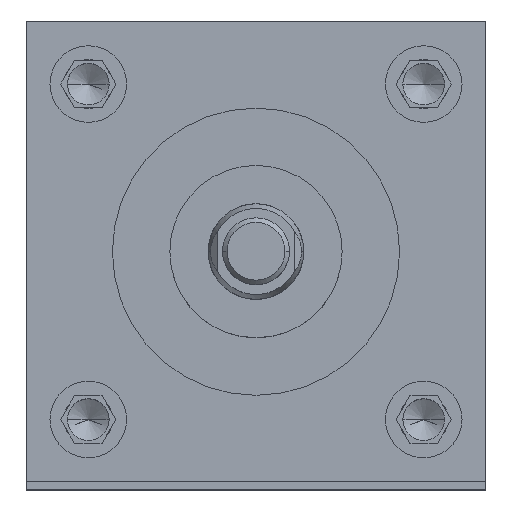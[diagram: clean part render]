
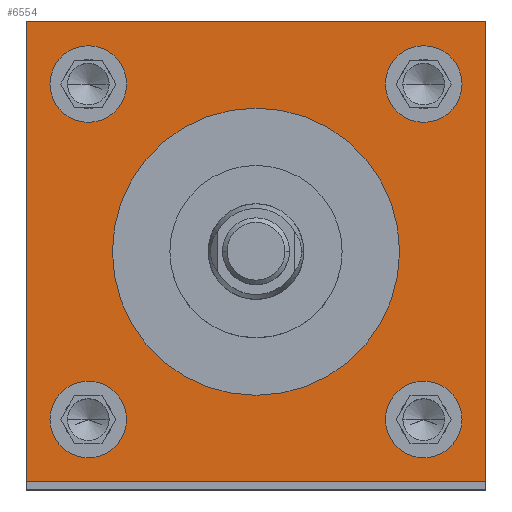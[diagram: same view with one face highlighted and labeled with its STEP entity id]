
A CAD part, top view. The second image highlights one B-rep face of the part: STEP entity #6554.
In plain terms, the highlighted planar face has unit normal (0, 0, 1).
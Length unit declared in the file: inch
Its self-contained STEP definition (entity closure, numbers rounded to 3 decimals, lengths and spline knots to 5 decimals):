
#36 = DIRECTION ( 'NONE',  ( 1., 0., 0. ) ) ;
#58 = DIRECTION ( 'NONE',  ( 1., 0., 0. ) ) ;
#59 = CARTESIAN_POINT ( 'NONE',  ( 0.845, 1.095, 31.75 ) ) ;
#130 = CARTESIAN_POINT ( 'NONE',  ( -1.5, 1.5, 31.75 ) ) ;
#146 = EDGE_LOOP ( 'NONE', ( #3102, #5929 ) ) ;
#207 = AXIS2_PLACEMENT_3D ( 'NONE', #6545, #2693, #6472 ) ;
#326 = DIRECTION ( 'NONE',  ( 1., 0., 0. ) ) ;
#370 = VERTEX_POINT ( 'NONE', #2616 ) ;
#582 = EDGE_LOOP ( 'NONE', ( #3729, #6519 ) ) ;
#601 = AXIS2_PLACEMENT_3D ( 'NONE', #3814, #4279, #989 ) ;
#607 = CARTESIAN_POINT ( 'NONE',  ( -1.095, 1.095, 31.75 ) ) ;
#639 = CARTESIAN_POINT ( 'NONE',  ( 1.5, -1.5, 31.75 ) ) ;
#663 = EDGE_CURVE ( 'NONE', #1970, #853, #5019, .T. ) ;
#690 = CARTESIAN_POINT ( 'NONE',  ( 1.095, 1.095, 31.75 ) ) ;
#710 = VERTEX_POINT ( 'NONE', #3444 ) ;
#711 = CARTESIAN_POINT ( 'NONE',  ( -0.845, -1.095, 31.75 ) ) ;
#732 = PLANE ( 'NONE',  #6465 ) ;
#853 = VERTEX_POINT ( 'NONE', #5163 ) ;
#865 = CARTESIAN_POINT ( 'NONE',  ( 0.845, -1.095, 31.75 ) ) ;
#950 = EDGE_CURVE ( 'NONE', #2595, #2492, #2796, .T. ) ;
#989 = DIRECTION ( 'NONE',  ( 1., 0., 0. ) ) ;
#991 = CIRCLE ( 'NONE', #4346, 0.25 ) ;
#1045 = CARTESIAN_POINT ( 'NONE',  ( -0.9375, 0., 31.75 ) ) ;
#1096 = AXIS2_PLACEMENT_3D ( 'NONE', #1810, #6601, #58 ) ;
#1126 = DIRECTION ( 'NONE',  ( 1., 0., 0. ) ) ;
#1197 = DIRECTION ( 'NONE',  ( 1., 0., 0. ) ) ;
#1293 = FACE_BOUND ( 'NONE', #582, .T. ) ;
#1386 = DIRECTION ( 'NONE',  ( 0., -1., 0. ) ) ;
#1409 = VECTOR ( 'NONE', #2680, 39.37008 ) ;
#1550 = CIRCLE ( 'NONE', #1096, 0.25 ) ;
#1605 = VERTEX_POINT ( 'NONE', #3179 ) ;
#1615 = VECTOR ( 'NONE', #5721, 39.37008 ) ;
#1737 = CARTESIAN_POINT ( 'NONE',  ( -1.095, -1.095, 31.75 ) ) ;
#1810 = CARTESIAN_POINT ( 'NONE',  ( 1.095, 1.095, 31.75 ) ) ;
#1909 = EDGE_CURVE ( 'NONE', #710, #6440, #5383, .T. ) ;
#1924 = DIRECTION ( 'NONE',  ( 1., 0., 0. ) ) ;
#1970 = VERTEX_POINT ( 'NONE', #4877 ) ;
#2309 = FACE_BOUND ( 'NONE', #5972, .T. ) ;
#2317 = CARTESIAN_POINT ( 'NONE',  ( 1.345, 1.095, 31.75 ) ) ;
#2326 = DIRECTION ( 'NONE',  ( 0., 0., 1. ) ) ;
#2438 = DIRECTION ( 'NONE',  ( 0., 0., 1. ) ) ;
#2492 = VERTEX_POINT ( 'NONE', #711 ) ;
#2533 = CARTESIAN_POINT ( 'NONE',  ( -1.345, -1.095, 31.75 ) ) ;
#2540 = AXIS2_PLACEMENT_3D ( 'NONE', #6433, #4954, #5901 ) ;
#2579 = CIRCLE ( 'NONE', #3382, 0.9375 ) ;
#2595 = VERTEX_POINT ( 'NONE', #2533 ) ;
#2616 = CARTESIAN_POINT ( 'NONE',  ( -0.845, 1.095, 31.75 ) ) ;
#2637 = CARTESIAN_POINT ( 'NONE',  ( -1.095, -1.095, 31.75 ) ) ;
#2677 = CARTESIAN_POINT ( 'NONE',  ( 1.095, -1.095, 31.75 ) ) ;
#2680 = DIRECTION ( 'NONE',  ( 0., 1., 0. ) ) ;
#2693 = DIRECTION ( 'NONE',  ( 0., 0., 1. ) ) ;
#2796 = CIRCLE ( 'NONE', #7040, 0.25 ) ;
#2804 = AXIS2_PLACEMENT_3D ( 'NONE', #607, #2326, #2908 ) ;
#2822 = DIRECTION ( 'NONE',  ( -1., 0., 0. ) ) ;
#2846 = EDGE_CURVE ( 'NONE', #4070, #4766, #1550, .T. ) ;
#2908 = DIRECTION ( 'NONE',  ( 1., 0., 0. ) ) ;
#2932 = DIRECTION ( 'NONE',  ( 0., 0., -1. ) ) ;
#3038 = EDGE_LOOP ( 'NONE', ( #5250, #7107, #6220, #3180 ) ) ;
#3041 = VECTOR ( 'NONE', #1386, 39.37008 ) ;
#3042 = CIRCLE ( 'NONE', #2804, 0.25 ) ;
#3102 = ORIENTED_EDGE ( 'NONE', *, *, #4269, .F. ) ;
#3179 = CARTESIAN_POINT ( 'NONE',  ( -1.5, -1.5, 31.75 ) ) ;
#3180 = ORIENTED_EDGE ( 'NONE', *, *, #4616, .T. ) ;
#3353 = CARTESIAN_POINT ( 'NONE',  ( -1.5, -1.5, 31.75 ) ) ;
#3382 = AXIS2_PLACEMENT_3D ( 'NONE', #5333, #2438, #326 ) ;
#3436 = FACE_BOUND ( 'NONE', #5715, .T. ) ;
#3444 = CARTESIAN_POINT ( 'NONE',  ( 0.9375, 0., 31.75 ) ) ;
#3549 = FACE_OUTER_BOUND ( 'NONE', #3038, .T. ) ;
#3644 = EDGE_CURVE ( 'NONE', #5408, #370, #3042, .T. ) ;
#3667 = CARTESIAN_POINT ( 'NONE',  ( -1.5, 1.5, 31.75 ) ) ;
#3697 = ORIENTED_EDGE ( 'NONE', *, *, #2846, .F. ) ;
#3707 = CIRCLE ( 'NONE', #601, 0.25 ) ;
#3729 = ORIENTED_EDGE ( 'NONE', *, *, #1909, .F. ) ;
#3745 = CARTESIAN_POINT ( 'NONE',  ( 1.345, -1.095, 31.75 ) ) ;
#3814 = CARTESIAN_POINT ( 'NONE',  ( 1.095, -1.095, 31.75 ) ) ;
#3826 = EDGE_CURVE ( 'NONE', #6440, #710, #2579, .T. ) ;
#3882 = DIRECTION ( 'NONE',  ( 0., 0., 1. ) ) ;
#4070 = VERTEX_POINT ( 'NONE', #2317 ) ;
#4168 = EDGE_CURVE ( 'NONE', #2492, #2595, #991, .T. ) ;
#4218 = VERTEX_POINT ( 'NONE', #3745 ) ;
#4269 = EDGE_CURVE ( 'NONE', #4218, #5445, #3707, .T. ) ;
#4276 = CIRCLE ( 'NONE', #2540, 0.25 ) ;
#4279 = DIRECTION ( 'NONE',  ( 0., 0., 1. ) ) ;
#4285 = CIRCLE ( 'NONE', #7026, 0.25 ) ;
#4296 = EDGE_CURVE ( 'NONE', #370, #5408, #4276, .T. ) ;
#4346 = AXIS2_PLACEMENT_3D ( 'NONE', #1737, #6139, #1197 ) ;
#4525 = LINE ( 'NONE', #3353, #1615 ) ;
#4616 = EDGE_CURVE ( 'NONE', #853, #4903, #6971, .T. ) ;
#4696 = EDGE_CURVE ( 'NONE', #5445, #4218, #4285, .T. ) ;
#4766 = VERTEX_POINT ( 'NONE', #59 ) ;
#4877 = CARTESIAN_POINT ( 'NONE',  ( 1.5, -1.5, 31.75 ) ) ;
#4903 = VERTEX_POINT ( 'NONE', #130 ) ;
#4954 = DIRECTION ( 'NONE',  ( 0., 0., 1. ) ) ;
#5019 = LINE ( 'NONE', #639, #1409 ) ;
#5067 = ORIENTED_EDGE ( 'NONE', *, *, #950, .F. ) ;
#5073 = EDGE_LOOP ( 'NONE', ( #5848, #6912 ) ) ;
#5076 = FACE_BOUND ( 'NONE', #146, .T. ) ;
#5163 = CARTESIAN_POINT ( 'NONE',  ( 1.5, 1.5, 31.75 ) ) ;
#5175 = CARTESIAN_POINT ( 'NONE',  ( -1.5, -1.5, 31.75 ) ) ;
#5250 = ORIENTED_EDGE ( 'NONE', *, *, #5796, .T. ) ;
#5295 = EDGE_CURVE ( 'NONE', #1605, #1970, #4525, .T. ) ;
#5333 = CARTESIAN_POINT ( 'NONE',  ( 0., 0., 31.75 ) ) ;
#5383 = CIRCLE ( 'NONE', #207, 0.9375 ) ;
#5397 = ORIENTED_EDGE ( 'NONE', *, *, #5649, .F. ) ;
#5408 = VERTEX_POINT ( 'NONE', #6891 ) ;
#5445 = VERTEX_POINT ( 'NONE', #865 ) ;
#5565 = DIRECTION ( 'NONE',  ( 0., 0., 1. ) ) ;
#5649 = EDGE_CURVE ( 'NONE', #4766, #4070, #6250, .T. ) ;
#5715 = EDGE_LOOP ( 'NONE', ( #5933, #5067 ) ) ;
#5721 = DIRECTION ( 'NONE',  ( 1., 0., 0. ) ) ;
#5757 = CARTESIAN_POINT ( 'NONE',  ( -1.5, 1.5, 31.75 ) ) ;
#5796 = EDGE_CURVE ( 'NONE', #4903, #1605, #6911, .T. ) ;
#5799 = DIRECTION ( 'NONE',  ( -1., 0., 0. ) ) ;
#5806 = AXIS2_PLACEMENT_3D ( 'NONE', #690, #5565, #36 ) ;
#5848 = ORIENTED_EDGE ( 'NONE', *, *, #4296, .F. ) ;
#5901 = DIRECTION ( 'NONE',  ( 1., 0., 0. ) ) ;
#5929 = ORIENTED_EDGE ( 'NONE', *, *, #4696, .F. ) ;
#5933 = ORIENTED_EDGE ( 'NONE', *, *, #4168, .F. ) ;
#5972 = EDGE_LOOP ( 'NONE', ( #3697, #5397 ) ) ;
#6139 = DIRECTION ( 'NONE',  ( 0., 0., 1. ) ) ;
#6220 = ORIENTED_EDGE ( 'NONE', *, *, #663, .T. ) ;
#6250 = CIRCLE ( 'NONE', #5806, 0.25 ) ;
#6323 = DIRECTION ( 'NONE',  ( 0., 0., 1. ) ) ;
#6433 = CARTESIAN_POINT ( 'NONE',  ( -1.095, 1.095, 31.75 ) ) ;
#6440 = VERTEX_POINT ( 'NONE', #1045 ) ;
#6465 = AXIS2_PLACEMENT_3D ( 'NONE', #5757, #2932, #2822 ) ;
#6472 = DIRECTION ( 'NONE',  ( 1., 0., 0. ) ) ;
#6519 = ORIENTED_EDGE ( 'NONE', *, *, #3826, .F. ) ;
#6545 = CARTESIAN_POINT ( 'NONE',  ( 0., 0., 31.75 ) ) ;
#6554 = ADVANCED_FACE ( 'NONE', ( #5076, #2309, #3436, #6751, #1293, #3549 ), #732, .F. ) ;
#6601 = DIRECTION ( 'NONE',  ( 0., 0., 1. ) ) ;
#6751 = FACE_BOUND ( 'NONE', #5073, .T. ) ;
#6891 = CARTESIAN_POINT ( 'NONE',  ( -1.345, 1.095, 31.75 ) ) ;
#6911 = LINE ( 'NONE', #5175, #3041 ) ;
#6912 = ORIENTED_EDGE ( 'NONE', *, *, #3644, .F. ) ;
#6919 = VECTOR ( 'NONE', #5799, 39.37008 ) ;
#6971 = LINE ( 'NONE', #3667, #6919 ) ;
#7026 = AXIS2_PLACEMENT_3D ( 'NONE', #2677, #3882, #1126 ) ;
#7040 = AXIS2_PLACEMENT_3D ( 'NONE', #2637, #6323, #1924 ) ;
#7107 = ORIENTED_EDGE ( 'NONE', *, *, #5295, .T. ) ;
